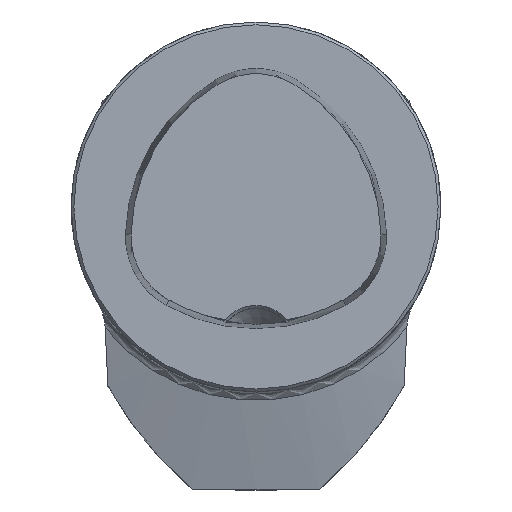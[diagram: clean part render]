
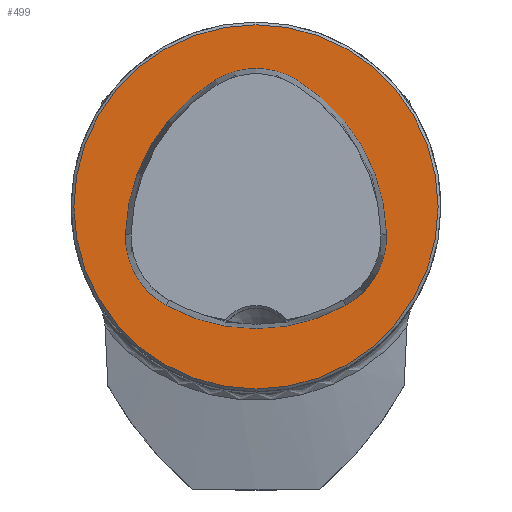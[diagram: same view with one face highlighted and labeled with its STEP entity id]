
A CAD part, top view. The second image highlights one B-rep face of the part: STEP entity #499.
In plain terms, the highlighted planar face has unit normal (0, 0, 1).
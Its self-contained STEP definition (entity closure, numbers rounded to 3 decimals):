
#118=FACE_BOUND('',#698,.T.);
#119=FACE_BOUND('',#699,.T.);
#183=PLANE('',#2011);
#499=ADVANCED_FACE('CU_FL_N1_SU_1',(#118,#119),#183,.T.);
#698=EDGE_LOOP('',(#1033,#1034,#1035,#1036,#1037,#1038));
#699=EDGE_LOOP('',(#1039));
#1033=ORIENTED_EDGE('',*,*,#1717,.F.);
#1034=ORIENTED_EDGE('',*,*,#1718,.F.);
#1035=ORIENTED_EDGE('',*,*,#1719,.F.);
#1036=ORIENTED_EDGE('',*,*,#1720,.F.);
#1037=ORIENTED_EDGE('',*,*,#1714,.F.);
#1038=ORIENTED_EDGE('',*,*,#1721,.F.);
#1039=ORIENTED_EDGE('',*,*,#1722,.T.);
#1504=VERTEX_POINT('',#3147);
#1505=VERTEX_POINT('',#3149);
#1507=VERTEX_POINT('',#3155);
#1508=VERTEX_POINT('',#3156);
#1509=VERTEX_POINT('',#3158);
#1510=VERTEX_POINT('',#3160);
#1511=VERTEX_POINT('',#3164);
#1714=EDGE_CURVE('',#1504,#1505,#1859,.T.);
#1717=EDGE_CURVE('',#1507,#1508,#1861,.T.);
#1718=EDGE_CURVE('',#1509,#1507,#1862,.T.);
#1719=EDGE_CURVE('',#1510,#1509,#1863,.T.);
#1720=EDGE_CURVE('',#1505,#1510,#1864,.T.);
#1721=EDGE_CURVE('',#1508,#1504,#1865,.T.);
#1722=EDGE_CURVE('',#1511,#1511,#1866,.T.);
#1859=CIRCLE('',#2002,20.063);
#1861=CIRCLE('',#2005,20.063);
#1862=CIRCLE('',#2006,8.563);
#1863=CIRCLE('',#2007,20.063);
#1864=CIRCLE('',#2008,8.563);
#1865=CIRCLE('',#2009,8.563);
#1866=CIRCLE('',#2010,19.7);
#2002=AXIS2_PLACEMENT_3D('',#3148,#2276,#2277);
#2005=AXIS2_PLACEMENT_3D('',#3154,#2283,#2284);
#2006=AXIS2_PLACEMENT_3D('',#3157,#2285,#2286);
#2007=AXIS2_PLACEMENT_3D('',#3159,#2287,#2288);
#2008=AXIS2_PLACEMENT_3D('',#3161,#2289,#2290);
#2009=AXIS2_PLACEMENT_3D('',#3162,#2291,#2292);
#2010=AXIS2_PLACEMENT_3D('',#3163,#2293,#2294);
#2011=AXIS2_PLACEMENT_3D('',#3165,#2295,#2296);
#2276=DIRECTION('',(0.,0.,1.));
#2277=DIRECTION('',(1.,0.,0.));
#2283=DIRECTION('',(0.,0.,1.));
#2284=DIRECTION('',(1.,0.,0.));
#2285=DIRECTION('',(0.,0.,1.));
#2286=DIRECTION('',(1.,0.,0.));
#2287=DIRECTION('',(0.,0.,1.));
#2288=DIRECTION('',(1.,0.,0.));
#2289=DIRECTION('',(0.,0.,1.));
#2290=DIRECTION('',(1.,0.,0.));
#2291=DIRECTION('',(0.,0.,1.));
#2292=DIRECTION('',(1.,0.,0.));
#2293=DIRECTION('',(0.,0.,1.));
#2294=DIRECTION('',(1.,0.,0.));
#2295=DIRECTION('',(0.,0.,1.));
#2296=DIRECTION('',(1.,0.,0.));
#3147=CARTESIAN_POINT('',(-9.704,-10.66,0.));
#3148=CARTESIAN_POINT('',(0.,6.9,0.));
#3149=CARTESIAN_POINT('',(9.704,-10.66,0.));
#3154=CARTESIAN_POINT('',(5.934,-3.451,0.));
#3155=CARTESIAN_POINT('',(-4.418,13.735,0.));
#3156=CARTESIAN_POINT('',(-14.123,-2.953,0.));
#3157=CARTESIAN_POINT('',(0.,6.4,0.));
#3158=CARTESIAN_POINT('',(4.418,13.735,0.));
#3159=CARTESIAN_POINT('',(-5.934,-3.451,0.));
#3160=CARTESIAN_POINT('',(14.123,-2.953,0.));
#3161=CARTESIAN_POINT('',(5.562,-3.165,0.));
#3162=CARTESIAN_POINT('',(-5.562,-3.165,0.));
#3163=CARTESIAN_POINT('',(0.,0.,0.));
#3164=CARTESIAN_POINT('',(19.7,0.,0.));
#3165=CARTESIAN_POINT('',(0.,0.,0.));
